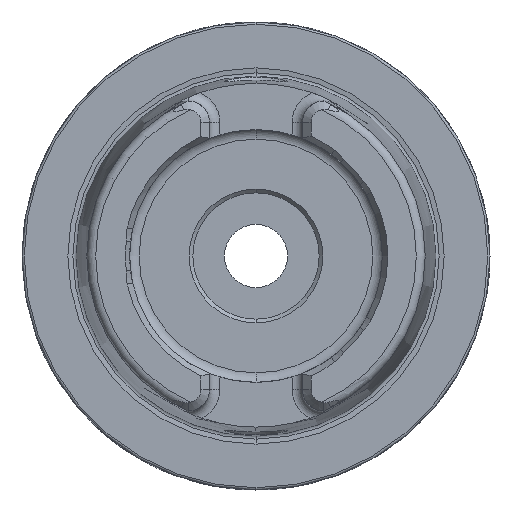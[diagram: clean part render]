
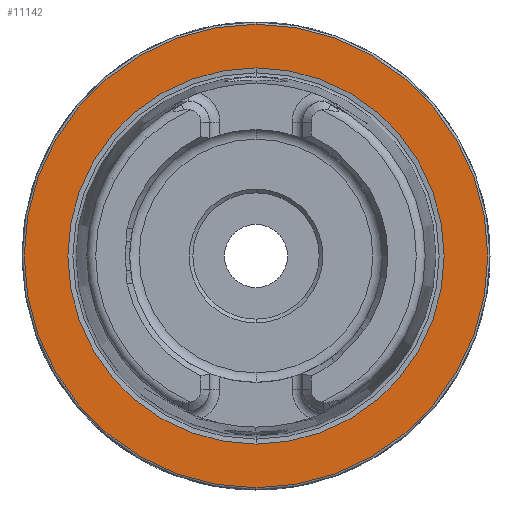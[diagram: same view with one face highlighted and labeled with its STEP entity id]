
A CAD part, left-side view. The second image highlights one B-rep face of the part: STEP entity #11142.
In plain terms, the highlighted planar face has unit normal (-1, 0, 0).
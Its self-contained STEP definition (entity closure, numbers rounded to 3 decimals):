
#858 = EDGE_CURVE ( 'NONE', #2343, #2342, #1561, .T. ) ;
#859 = EDGE_CURVE ( 'NONE', #4796, #5294, #1562, .T. ) ;
#1561 = CIRCLE ( 'NONE', #4612, 31.2 ) ;
#1562 = CIRCLE ( 'NONE', #4613, 25.324 ) ;
#2342 = VERTEX_POINT ( 'NONE', #3192 ) ;
#2343 = VERTEX_POINT ( 'NONE', #3191 ) ;
#3191 = CARTESIAN_POINT ( 'NONE',  ( 0., 0., -31.2 ) ) ;
#3192 = CARTESIAN_POINT ( 'NONE',  ( 0., 0., 31.2 ) ) ;
#3691 = AXIS2_PLACEMENT_3D ( 'NONE', #9806, #9807, #9808 ) ;
#3694 = AXIS2_PLACEMENT_3D ( 'NONE', #9815, #9816, #9817 ) ;
#4326 = CIRCLE ( 'NONE', #3691, 25.324 ) ;
#4342 = CIRCLE ( 'NONE', #3694, 31.2 ) ;
#4612 = AXIS2_PLACEMENT_3D ( 'NONE', #9171, #9172, #9173 ) ;
#4613 = AXIS2_PLACEMENT_3D ( 'NONE', #9174, #9175, #9176 ) ;
#4796 = VERTEX_POINT ( 'NONE', #9689 ) ;
#4846 = EDGE_LOOP ( 'NONE', ( #9400, #9401 ) ) ;
#4853 = EDGE_LOOP ( 'NONE', ( #9398, #9399 ) ) ;
#4951 = EDGE_CURVE ( 'NONE', #5294, #4796, #4326, .T. ) ;
#4955 = EDGE_CURVE ( 'NONE', #2342, #2343, #4342, .T. ) ;
#5294 = VERTEX_POINT ( 'NONE', #6872 ) ;
#6872 = CARTESIAN_POINT ( 'NONE',  ( 0., 0., -25.324 ) ) ;
#8219 = AXIS2_PLACEMENT_3D ( 'NONE', #8593, #8598, #8599 ) ;
#8593 = CARTESIAN_POINT ( 'NONE',  ( 0., 31.2, 0. ) ) ;
#8596 = PLANE ( 'NONE',  #8219 ) ;
#8598 = DIRECTION ( 'NONE',  ( 1., 0., 0. ) ) ;
#8599 = DIRECTION ( 'NONE',  ( 0., 0., -1. ) ) ;
#8981 = FACE_OUTER_BOUND ( 'NONE', #4846, .T. ) ;
#8985 = FACE_BOUND ( 'NONE', #4853, .T. ) ;
#9171 = CARTESIAN_POINT ( 'NONE',  ( 0., 0., 0. ) ) ;
#9172 = DIRECTION ( 'NONE',  ( -1., 0., 0. ) ) ;
#9173 = DIRECTION ( 'NONE',  ( 0., 0., 1. ) ) ;
#9174 = CARTESIAN_POINT ( 'NONE',  ( 0., 0., 0. ) ) ;
#9175 = DIRECTION ( 'NONE',  ( -1., 0., 0. ) ) ;
#9176 = DIRECTION ( 'NONE',  ( 0., 0., 1. ) ) ;
#9398 = ORIENTED_EDGE ( 'NONE', *, *, #859, .F. ) ;
#9399 = ORIENTED_EDGE ( 'NONE', *, *, #4951, .F. ) ;
#9400 = ORIENTED_EDGE ( 'NONE', *, *, #4955, .T. ) ;
#9401 = ORIENTED_EDGE ( 'NONE', *, *, #858, .T. ) ;
#9689 = CARTESIAN_POINT ( 'NONE',  ( 0., 0., 25.324 ) ) ;
#9806 = CARTESIAN_POINT ( 'NONE',  ( 0., 0., 0. ) ) ;
#9807 = DIRECTION ( 'NONE',  ( -1., 0., 0. ) ) ;
#9808 = DIRECTION ( 'NONE',  ( 0., 0., 1. ) ) ;
#9815 = CARTESIAN_POINT ( 'NONE',  ( 0., 0., 0. ) ) ;
#9816 = DIRECTION ( 'NONE',  ( -1., 0., 0. ) ) ;
#9817 = DIRECTION ( 'NONE',  ( 0., 0., 1. ) ) ;
#11142 = ADVANCED_FACE ( 'NONE', ( #8985, #8981 ), #8596, .F. ) ;
